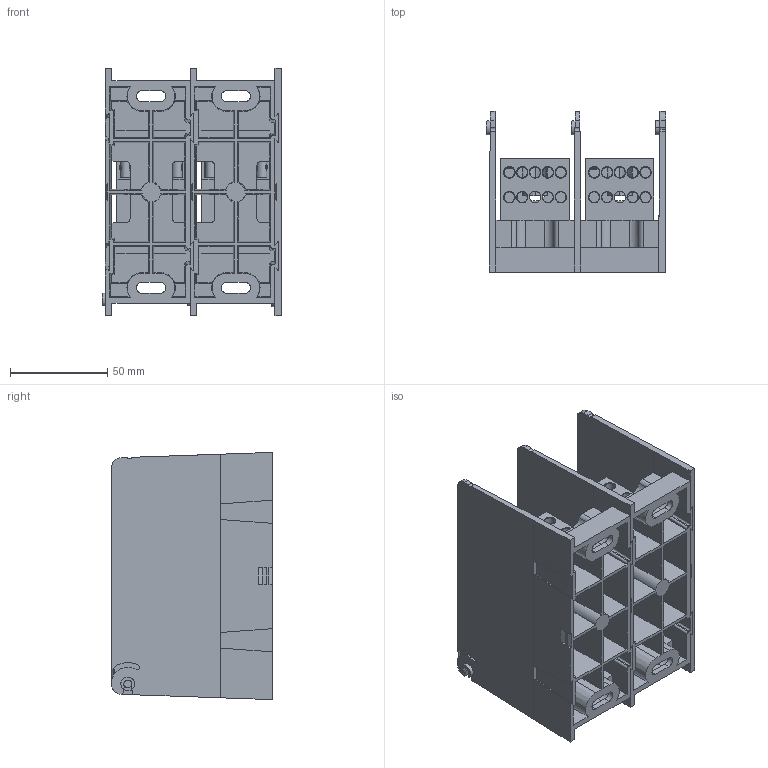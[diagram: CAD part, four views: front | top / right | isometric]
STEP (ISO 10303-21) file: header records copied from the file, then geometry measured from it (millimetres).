
FILE_DESCRIPTION (( 'STEP AP214' ), '1' );
FILE_NAME ('701931rev-2P.STEP', '2015-06-24T15:20:53', ( '' ), ( '' ), 'SwSTEP 2.0', 'SolidWorks 2014', '' );
FILE_SCHEMA (( 'AUTOMOTIVE_DESIGN' ));
Length unit declared in the file: inch
Products named in the file (1): 701931rev-2P
Bounding box: 92.16 x 82.55 x 127.01 mm (x, y, z)
Surface area: 125908.4 mm2 (no closed solid volume)
Topology: 0 solids, 25 shells, 550 faces, 1985 edges, 1404 vertices
Faces by surface type: plane 291, cylinder 175, cone 84
Entity records: 33525 total; most frequent: CARTESIAN_POINT 10468, ORIENTED_EDGE 3224, DIRECTION 2946, EDGE_CURVE 1985, VERTEX_POINT 1404, LINE 1226, VECTOR 1226, AXIS2_PLACEMENT_3D 860
